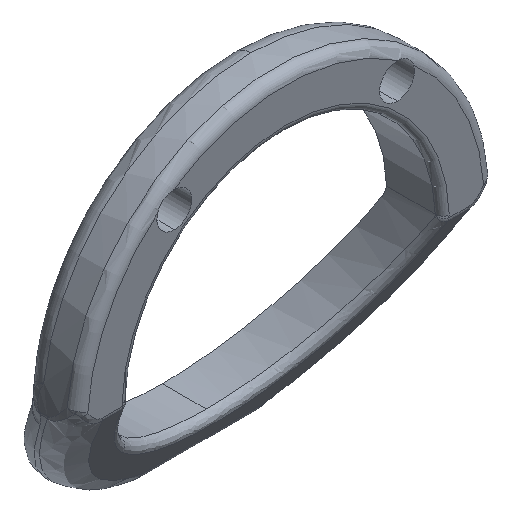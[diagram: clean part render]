
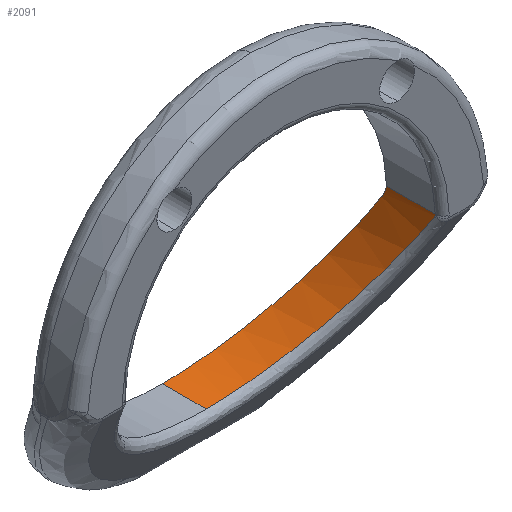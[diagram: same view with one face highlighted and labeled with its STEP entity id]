
A CAD part, isometric view. The second image highlights one B-rep face of the part: STEP entity #2091.
In plain terms, the highlighted cylindrical face has radius 23 mm (diameter 46 mm), a partial arc.
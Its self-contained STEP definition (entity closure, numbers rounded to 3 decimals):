
#32 = VERTEX_POINT ( 'NONE', #2471 ) ;
#135 = ORIENTED_EDGE ( 'NONE', *, *, #255, .T. ) ;
#227 = CIRCLE ( 'NONE', #2528, 23. ) ;
#255 = EDGE_CURVE ( 'NONE', #2284, #1349, #2257, .T. ) ;
#313 = CARTESIAN_POINT ( 'NONE',  ( 0., 20., -17.5 ) ) ;
#324 = FACE_OUTER_BOUND ( 'NONE', #3844, .T. ) ;
#340 = CARTESIAN_POINT ( 'NONE',  ( 0., 20., 5.5 ) ) ;
#447 = CARTESIAN_POINT ( 'NONE',  ( 0., 11.42, -17.5 ) ) ;
#506 = CARTESIAN_POINT ( 'NONE',  ( 22.154, 8.377, -0.679 ) ) ;
#627 = CARTESIAN_POINT ( 'NONE',  ( 22.49, 8.002, 0.682 ) ) ;
#653 = CARTESIAN_POINT ( 'NONE',  ( 19.272, 14.117, -11.013 ) ) ;
#658 = ORIENTED_EDGE ( 'NONE', *, *, #2196, .T. ) ;
#750 = CARTESIAN_POINT ( 'NONE',  ( 11.229, 11.42, -17.5 ) ) ;
#825 = VERTEX_POINT ( 'NONE', #506 ) ;
#943 = CARTESIAN_POINT ( 'NONE',  ( 22.213, 8.261, -0.471 ) ) ;
#970 = CARTESIAN_POINT ( 'NONE',  ( 22.445, 1., 0.477 ) ) ;
#984 = CARTESIAN_POINT ( 'NONE',  ( 10.728, 17.72, -17.5 ) ) ;
#1024 = ORIENTED_EDGE ( 'NONE', *, *, #2430, .T. ) ;
#1027 = DIRECTION ( 'NONE',  ( 0., -1., 0. ) ) ;
#1076 = ORIENTED_EDGE ( 'NONE', *, *, #2208, .F. ) ;
#1092 = AXIS2_PLACEMENT_3D ( 'NONE', #340, #1967, #3825 ) ;
#1213 = CARTESIAN_POINT ( 'NONE',  ( 22.49, 8.002, 0.682 ) ) ;
#1335 = VECTOR ( 'NONE', #1875, 1000. ) ;
#1344 = VERTEX_POINT ( 'NONE', #627 ) ;
#1349 = VERTEX_POINT ( 'NONE', #970 ) ;
#1356 = DIRECTION ( 'NONE',  ( 0., 0., -1. ) ) ;
#1479 =( BOUNDED_CURVE ( )  B_SPLINE_CURVE ( 3, ( #3805, #653, #984, #2039 ),
 .UNSPECIFIED., .F., .F. ) 
 B_SPLINE_CURVE_WITH_KNOTS ( ( 4, 4 ),
 ( 1.843, 3.142 ),
 .UNSPECIFIED. ) 
 CURVE ( )  GEOMETRIC_REPRESENTATION_ITEM ( )  RATIONAL_B_SPLINE_CURVE ( ( 1., 0.864, 0.864, 1. ) ) 
 REPRESENTATION_ITEM ( '' )  );
#1609 = VECTOR ( 'NONE', #3319, 1000. ) ;
#1749 = ORIENTED_EDGE ( 'NONE', *, *, #2804, .T. ) ;
#1814 = VERTEX_POINT ( 'NONE', #3195 ) ;
#1875 = DIRECTION ( 'NONE',  ( 0., -1., 0. ) ) ;
#1967 = DIRECTION ( 'NONE',  ( 0., -1., 0. ) ) ;
#2007 = CARTESIAN_POINT ( 'NONE',  ( 22.445, 1., 0.477 ) ) ;
#2014 = CARTESIAN_POINT ( 'NONE',  ( 22.49, 20., 0.682 ) ) ;
#2039 = CARTESIAN_POINT ( 'NONE',  ( 0., 17.72, -17.5 ) ) ;
#2091 = ADVANCED_FACE ( 'NONE', ( #324 ), #2874, .F. ) ;
#2164 = CARTESIAN_POINT ( 'NONE',  ( 22.271, 8.171, -0.248 ) ) ;
#2196 = EDGE_CURVE ( 'NONE', #825, #32, #1479, .T. ) ;
#2208 = EDGE_CURVE ( 'NONE', #1344, #1814, #3485, .T. ) ;
#2257 =( BOUNDED_CURVE ( )  B_SPLINE_CURVE ( 3, ( #2976, #750, #3244, #2007 ),
 .UNSPECIFIED., .F., .F. ) 
 B_SPLINE_CURVE_WITH_KNOTS ( ( 4, 4 ),
 ( 3.142, 4.492 ),
 .UNSPECIFIED. ) 
 CURVE ( )  GEOMETRIC_REPRESENTATION_ITEM ( )  RATIONAL_B_SPLINE_CURVE ( ( 1., 0.854, 0.854, 1. ) ) 
 REPRESENTATION_ITEM ( '' )  );
#2284 = VERTEX_POINT ( 'NONE', #447 ) ;
#2430 = EDGE_CURVE ( 'NONE', #32, #2284, #2518, .T. ) ;
#2471 = CARTESIAN_POINT ( 'NONE',  ( 0., 17.72, -17.5 ) ) ;
#2473 = CARTESIAN_POINT ( 'NONE',  ( 22.438, 8.009, 0.441 ) ) ;
#2518 = LINE ( 'NONE', #313, #1335 ) ;
#2527 = CARTESIAN_POINT ( 'NONE',  ( 22.154, 8.377, -0.679 ) ) ;
#2528 = AXIS2_PLACEMENT_3D ( 'NONE', #3591, #1027, #1356 ) ;
#2804 = EDGE_CURVE ( 'NONE', #1344, #825, #3571, .T. ) ;
#2874 = CYLINDRICAL_SURFACE ( 'NONE', #1092, 23. ) ;
#2879 = ORIENTED_EDGE ( 'NONE', *, *, #3414, .T. ) ;
#2976 = CARTESIAN_POINT ( 'NONE',  ( 0., 11.42, -17.5 ) ) ;
#3195 = CARTESIAN_POINT ( 'NONE',  ( 22.49, 1., 0.682 ) ) ;
#3244 = CARTESIAN_POINT ( 'NONE',  ( 19.993, 7.351, -10.48 ) ) ;
#3319 = DIRECTION ( 'NONE',  ( 0., -1., 0. ) ) ;
#3414 = EDGE_CURVE ( 'NONE', #1349, #1814, #227, .T. ) ;
#3485 = LINE ( 'NONE', #2014, #1609 ) ;
#3571 = B_SPLINE_CURVE_WITH_KNOTS ( 'NONE', 3,
 ( #1213, #2473, #3727, #2164, #943, #2527 ),
 .UNSPECIFIED., .F., .F.,
 ( 4, 2, 4 ),
 ( 0., 0.001, 0.001 ),
 .UNSPECIFIED. ) ;
#3591 = CARTESIAN_POINT ( 'NONE',  ( 0., 1., 5.5 ) ) ;
#3727 = CARTESIAN_POINT ( 'NONE',  ( 22.384, 8.045, 0.208 ) ) ;
#3805 = CARTESIAN_POINT ( 'NONE',  ( 22.154, 8.377, -0.679 ) ) ;
#3825 = DIRECTION ( 'NONE',  ( 0., 0., -1. ) ) ;
#3844 = EDGE_LOOP ( 'NONE', ( #658, #1024, #135, #2879, #1076, #1749 ) ) ;
